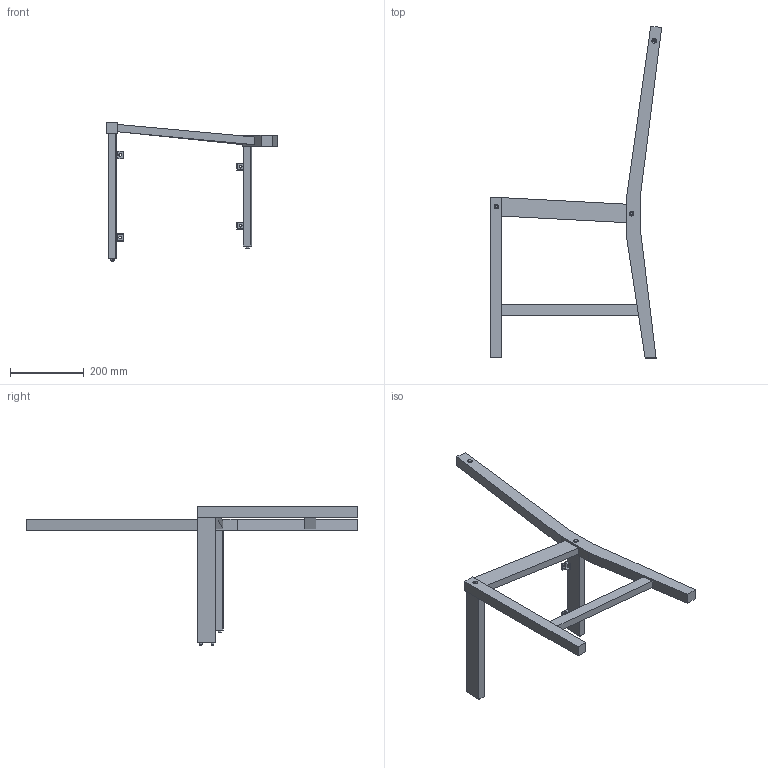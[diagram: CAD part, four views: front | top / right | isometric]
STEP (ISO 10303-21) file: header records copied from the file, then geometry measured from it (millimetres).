
FILE_DESCRIPTION (( 'STEP AP203' ), '1' );
FILE_NAME ('12page_scene_3.STEP', '2020-04-02T07:25:51', ( '' ), ( '' ), 'SwSTEP 2.0', 'SolidWorks 2014', '' );
FILE_SCHEMA (( 'CONFIG_CONTROL_DESIGN' ));
Length unit declared in the file: millimetre
Products named in the file (6): 12page_scene_3; chair pin(14ea); chair part2; chair braket(4ea); 渠蘆 犒餌chair part5; chair part3
Assembly tree (15 placements, depth 2):
  12page_scene_3
    渠蘆 犒餌chair part5
    chair pin(14ea)  x8
    chair part3
    chair braket(4ea)  x4
    chair part2
Bounding box: 464.67 x 900.57 x 377 mm (x, y, z)
Volume: 2498449.6 mm3; surface area: 367832.7 mm2
Topology: 15 solids, 15 shells, 325 faces, 747 edges, 460 vertices
Faces by surface type: plane 135, cylinder 122, cone 52, bspline 8, sphere 8
Entity records: 5762 total; most frequent: DIRECTION 924, CARTESIAN_POINT 846, ORIENTED_EDGE 764, EDGE_CURVE 382, AXIS2_PLACEMENT_3D 356, VERTEX_POINT 246, LINE 212, VECTOR 212
